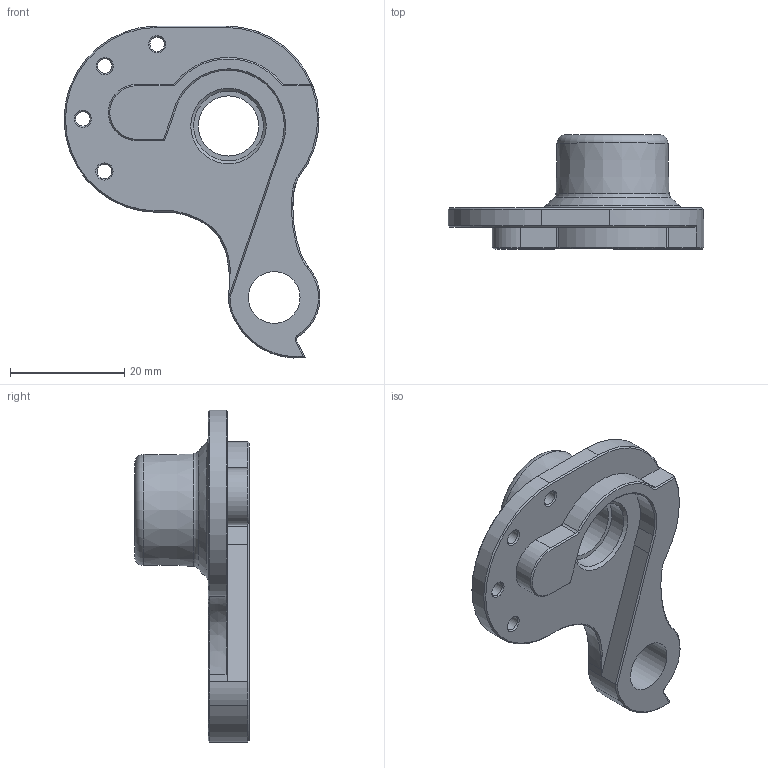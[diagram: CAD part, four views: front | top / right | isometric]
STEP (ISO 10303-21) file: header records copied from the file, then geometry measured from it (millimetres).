
FILE_DESCRIPTION( ( 'STEP AP203' ), '1' );
FILE_NAME( ' ', ' ', ( ' ' ), ( ' ' ), 'PSStep 10.0', ' ', ' ' );
FILE_SCHEMA( ( 'CONFIG_CONTROL_DESIGN' ) );
Length unit declared in the file: millimetre
Products named in the file (1): 1
Bounding box: 44.76 x 20 x 58.07 mm (x, y, z)
Volume: 9446.7 mm3; surface area: 5581.5 mm2
Topology: 1 solids, 1 shells, 81 faces, 190 edges, 113 vertices
Faces by surface type: plane 26, cone 25, cylinder 18, bspline 7, torus 3, extrusion 2
Full cylindrical faces by diameter (mm): 2.529 x4, 9.036 x1, 10.526 x1, 12.2 x1
Entity records: 2799 total; most frequent: CARTESIAN_POINT 1013, DIRECTION 354, ORIENTED_EDGE 336, EDGE_CURVE 168, AXIS2_PLACEMENT_3D 140, EDGE_LOOP 113, VERTEX_POINT 109, FACE_OUTER_BOUND 92
